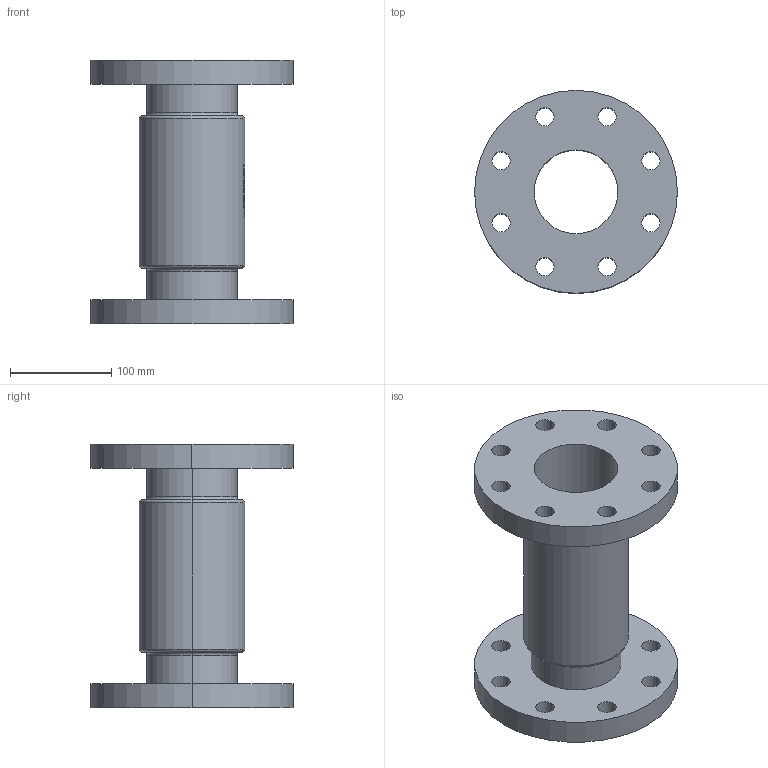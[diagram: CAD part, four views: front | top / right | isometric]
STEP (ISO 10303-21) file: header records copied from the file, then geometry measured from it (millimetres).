
FILE_DESCRIPTION (( 'STEP AP214' ), '1' );
FILE_NAME ('7120000_DN080_PN25_51420289.STEP', '2022-02-17T09:26:33', ( 'axxx' ), ( 'Hewlett-Packard Company' ), 'SwSTEP 2.0', 'SolidWorks 2019', '' );
FILE_SCHEMA (( 'AUTOMOTIVE_DESIGN' ));
Length unit declared in the file: millimetre
Products named in the file (1): 7120000_DN080_PN25_51420289
Bounding box: 200 x 200 x 260 mm (x, y, z)
Volume: 1676303.2 mm3; surface area: 285497.4 mm2
Topology: 1 solids, 1 shells, 560 faces, 1459 edges, 970 vertices
Faces by surface type: bspline 248, plane 237, cylinder 67, torus 8
Entity records: 31271 total; most frequent: CARTESIAN_POINT 19089, ORIENTED_EDGE 2918, DIRECTION 1706, EDGE_CURVE 1459, VERTEX_POINT 970, LINE 756, VECTOR 756, EDGE_LOOP 663
